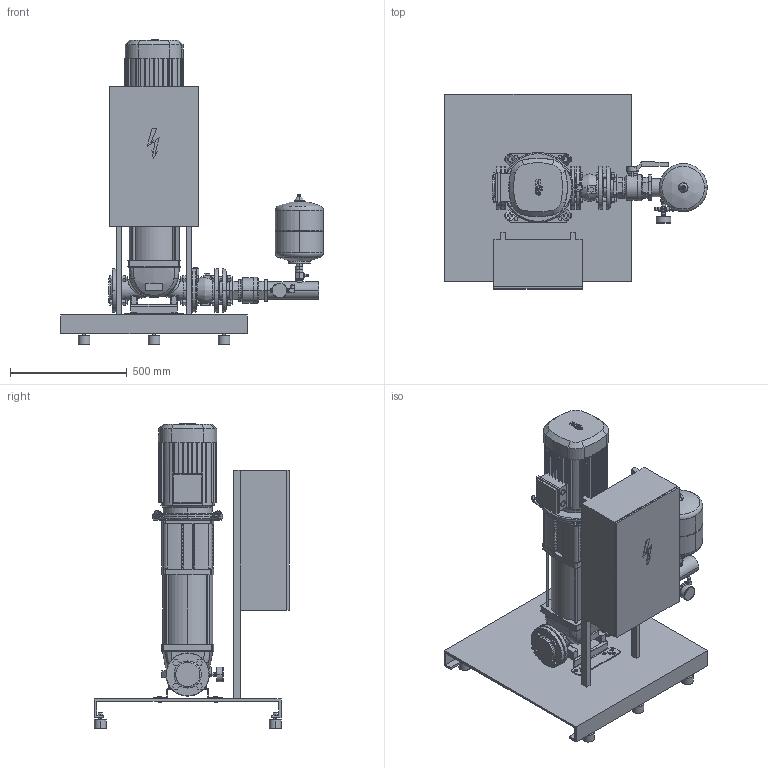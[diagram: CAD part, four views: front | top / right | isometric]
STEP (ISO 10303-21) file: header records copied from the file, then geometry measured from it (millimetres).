
FILE_DESCRIPTION((''),'2;1');
FILE_NAME('3d_CO-1HelixV3603_K_CE+-2530183.stp','2016-01-25T11:56:47',(''),(''),'Mechanical Desktop 2009','Mechanical Desktop 2009',', , ');
FILE_SCHEMA(('CONFIG_CONTROL_DESIGN'));
Length unit declared in the file: millimetre
Products named in the file (1): Product
Bounding box: 1125 x 837 x 1304.2 mm (x, y, z)
Volume: 115755666.2 mm3; surface area: 6047184.3 mm2
Topology: 62 solids, 62 shells, 2135 faces, 5456 edges, 3540 vertices
Faces by surface type: bspline 845, plane 706, cylinder 403, cone 90, torus 89, sphere 2
Entity records: 76510 total; most frequent: CARTESIAN_POINT 25769, ORIENTED_EDGE 10904, DIRECTION 9712, EDGE_CURVE 5452, VERTEX_POINT 3539, VECTOR 3252, LINE 3252, AXIS2_PLACEMENT_3D 3230
